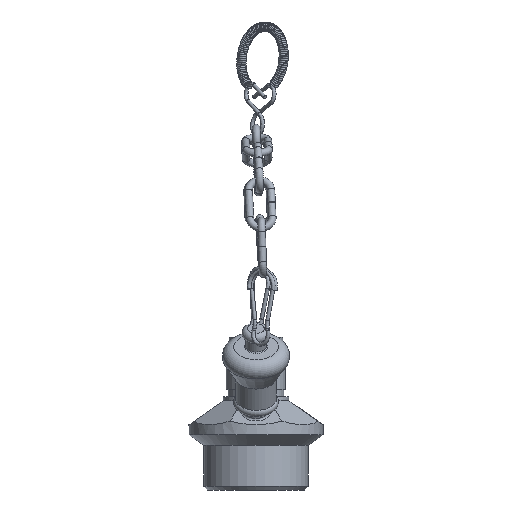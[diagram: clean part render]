
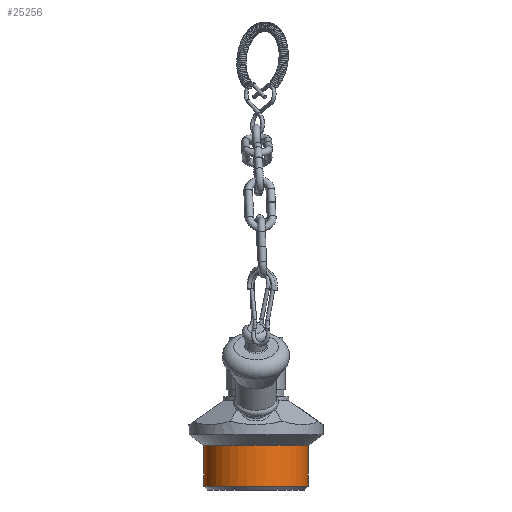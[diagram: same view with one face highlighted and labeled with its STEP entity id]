
A CAD part, front view. The second image highlights one B-rep face of the part: STEP entity #25256.
In plain terms, the highlighted cylindrical face has radius 14 mm (diameter 28 mm), a full revolution.
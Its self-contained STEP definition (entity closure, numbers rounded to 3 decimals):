
#25214=CARTESIAN_POINT('',(14.,0.,1.0));
#25215=VERTEX_POINT('',#25214);
#25216=CARTESIAN_POINT('',(0.0,0.0,1.0));
#25217=DIRECTION('',(0.0,0.0,-1.0));
#25218=DIRECTION('',(-1.0,0.0,0.0));
#25219=AXIS2_PLACEMENT_3D('',#25216,#25217,#25218);
#25220=CIRCLE('',#25219,14.);
#25221=EDGE_CURVE('',#25215,#25215,#25220,.T.);
#25237=CARTESIAN_POINT('',(0.0,0.0,0.0));
#25238=DIRECTION('',(0.0,0.0,1.0));
#25239=DIRECTION('',(-1.0,0.0,0.0));
#25240=AXIS2_PLACEMENT_3D('',#25237,#25238,#25239);
#25241=CYLINDRICAL_SURFACE('',#25240,14.);
#25242=CARTESIAN_POINT('',(14.,0.,12.));
#25243=VERTEX_POINT('',#25242);
#25244=CARTESIAN_POINT('',(0.0,0.0,12.));
#25245=DIRECTION('',(0.0,0.0,-1.0));
#25246=DIRECTION('',(-1.0,0.0,0.0));
#25247=AXIS2_PLACEMENT_3D('',#25244,#25245,#25246);
#25248=CIRCLE('',#25247,14.);
#25249=EDGE_CURVE('',#25243,#25243,#25248,.T.);
#25250=ORIENTED_EDGE('',*,*,#25249,.T.);
#25251=EDGE_LOOP('',(#25250));
#25252=FACE_OUTER_BOUND('',#25251,.T.);
#25253=ORIENTED_EDGE('',*,*,#25221,.F.);
#25254=EDGE_LOOP('',(#25253));
#25255=FACE_BOUND('',#25254,.T.);
#25256=ADVANCED_FACE('',(#25252,#25255),#25241,.T.);
